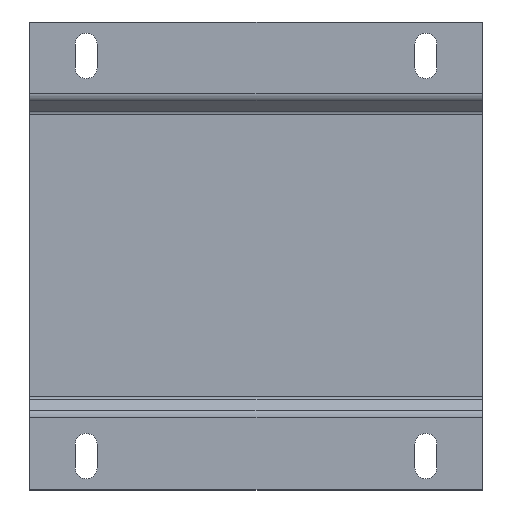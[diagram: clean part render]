
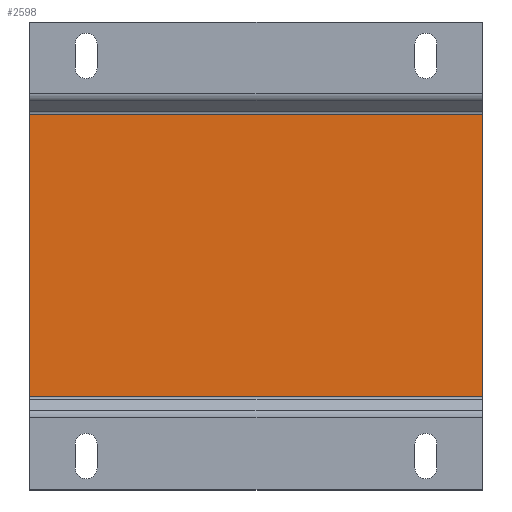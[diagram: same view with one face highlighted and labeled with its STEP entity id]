
A CAD part, front view. The second image highlights one B-rep face of the part: STEP entity #2598.
In plain terms, the highlighted planar face has unit normal (0, -1, 0).
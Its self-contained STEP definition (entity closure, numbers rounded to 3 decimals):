
#415 = CARTESIAN_POINT ( 'NONE',  ( 60., -51.5, -37.234 ) ) ;
#475 = VERTEX_POINT ( 'NONE', #415 ) ;
#592 = PLANE ( 'NONE',  #7723 ) ;
#689 = DIRECTION ( 'NONE',  ( -1., 0., 0. ) ) ;
#755 = VECTOR ( 'NONE', #1912, 1000. ) ;
#907 = VERTEX_POINT ( 'NONE', #3677 ) ;
#975 = VECTOR ( 'NONE', #4266, 1000. ) ;
#1200 = LINE ( 'NONE', #5492, #755 ) ;
#1230 = EDGE_LOOP ( 'NONE', ( #3395, #1652, #2798, #7897 ) ) ;
#1268 = VERTEX_POINT ( 'NONE', #4817 ) ;
#1356 = LINE ( 'NONE', #6387, #4019 ) ;
#1652 = ORIENTED_EDGE ( 'NONE', *, *, #8165, .F. ) ;
#1912 = DIRECTION ( 'NONE',  ( 0., 0., 1. ) ) ;
#2409 = LINE ( 'NONE', #5709, #975 ) ;
#2579 = VERTEX_POINT ( 'NONE', #7781 ) ;
#2587 = EDGE_CURVE ( 'NONE', #907, #2579, #1356, .T. ) ;
#2598 = ADVANCED_FACE ( 'NONE', ( #8098 ), #592, .F. ) ;
#2748 = LINE ( 'NONE', #3706, #8388 ) ;
#2798 = ORIENTED_EDGE ( 'NONE', *, *, #2587, .T. ) ;
#3149 = DIRECTION ( 'NONE',  ( 0., 0., -1. ) ) ;
#3395 = ORIENTED_EDGE ( 'NONE', *, *, #5063, .F. ) ;
#3677 = CARTESIAN_POINT ( 'NONE',  ( 60., -51.5, 37.594 ) ) ;
#3706 = CARTESIAN_POINT ( 'NONE',  ( 60., -51.5, -62. ) ) ;
#4019 = VECTOR ( 'NONE', #689, 1000. ) ;
#4266 = DIRECTION ( 'NONE',  ( -1., 0., 0. ) ) ;
#4817 = CARTESIAN_POINT ( 'NONE',  ( -60., -51.5, -37.234 ) ) ;
#4845 = DIRECTION ( 'NONE',  ( 0., 0., 1. ) ) ;
#4894 = EDGE_CURVE ( 'NONE', #1268, #2579, #1200, .T. ) ;
#5063 = EDGE_CURVE ( 'NONE', #475, #1268, #2409, .T. ) ;
#5492 = CARTESIAN_POINT ( 'NONE',  ( -60., -51.5, -62. ) ) ;
#5567 = DIRECTION ( 'NONE',  ( 0., 1., 0. ) ) ;
#5709 = CARTESIAN_POINT ( 'NONE',  ( 0., -51.5, -37.234 ) ) ;
#6387 = CARTESIAN_POINT ( 'NONE',  ( 0., -51.5, 37.594 ) ) ;
#7723 = AXIS2_PLACEMENT_3D ( 'NONE', #9179, #5567, #4845 ) ;
#7781 = CARTESIAN_POINT ( 'NONE',  ( -60., -51.5, 37.594 ) ) ;
#7897 = ORIENTED_EDGE ( 'NONE', *, *, #4894, .F. ) ;
#8098 = FACE_OUTER_BOUND ( 'NONE', #1230, .T. ) ;
#8165 = EDGE_CURVE ( 'NONE', #907, #475, #2748, .T. ) ;
#8388 = VECTOR ( 'NONE', #3149, 1000. ) ;
#9179 = CARTESIAN_POINT ( 'NONE',  ( 0., -51.5, 0. ) ) ;
